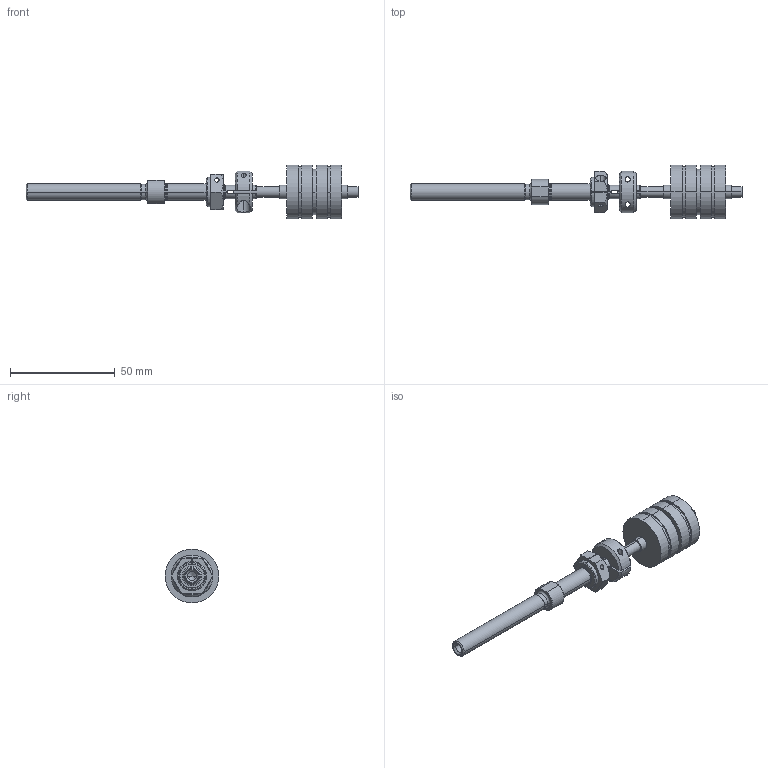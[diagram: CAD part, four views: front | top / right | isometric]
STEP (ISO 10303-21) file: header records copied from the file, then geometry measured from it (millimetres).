
FILE_DESCRIPTION (( 'STEP AP203' ), '1' );
FILE_NAME ('fast_jack_moving.STEP', '2021-11-16T12:42:35', ( 'uesrf' ), ( '' ), 'SwSTEP 2.0', 'SolidWorks 2019', '' );
FILE_SCHEMA (( 'CONFIG_CONTROL_DESIGN' ));
Length unit declared in the file: millimetre
Products named in the file (1): fast_jack_moving
Bounding box: 158.6 x 25.75 x 25.75 mm (x, y, z)
Volume: 22222.4 mm3; surface area: 10246.9 mm2
Topology: 5 solids, 5 shells, 205 faces, 489 edges, 304 vertices
Faces by surface type: cylinder 84, plane 59, cone 50, torus 12
Entity records: 6353 total; most frequent: CARTESIAN_POINT 1558, DIRECTION 1004, ORIENTED_EDGE 966, EDGE_CURVE 483, AXIS2_PLACEMENT_3D 410, VERTEX_POINT 304, EDGE_LOOP 233, ADVANCED_FACE 205
